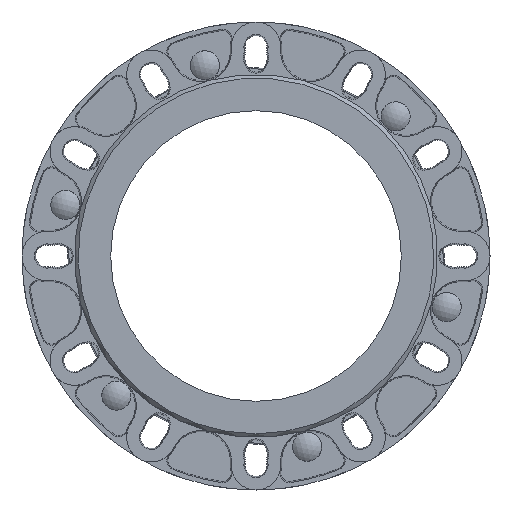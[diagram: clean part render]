
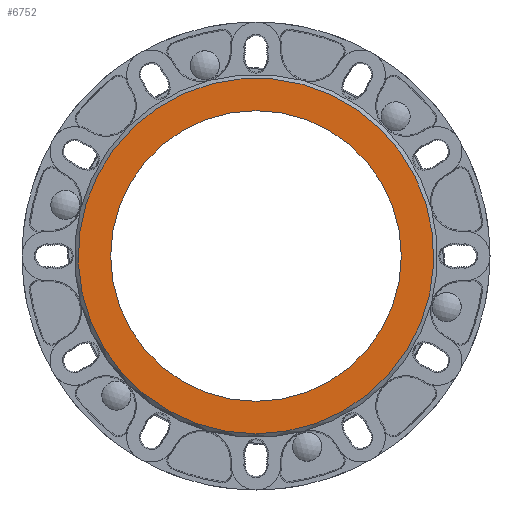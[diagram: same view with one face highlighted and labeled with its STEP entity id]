
A CAD part, front view. The second image highlights one B-rep face of the part: STEP entity #6752.
In plain terms, the highlighted planar face has unit normal (0, -1, 0).
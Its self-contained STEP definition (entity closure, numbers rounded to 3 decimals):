
#92 = ORIENTED_EDGE ( 'NONE', *, *, #3040, .F. ) ;
#93 = ORIENTED_EDGE ( 'NONE', *, *, #5229, .T. ) ;
#3040 = EDGE_CURVE ( 'NONE', #14273, #14273, #4579, .T. ) ;
#4579 = CIRCLE ( 'NONE', #5751, 150. ) ;
#5229 = EDGE_CURVE ( 'NONE', #14278, #14278, #8151, .T. ) ;
#5751 = AXIS2_PLACEMENT_3D ( 'NONE', #10562, #10583, #10579 ) ;
#6752 = ADVANCED_FACE ( 'NONE', ( #13903, #13910 ), #16112, .F. ) ;
#8151 = CIRCLE ( 'NONE', #9108, 183.5 ) ;
#9108 = AXIS2_PLACEMENT_3D ( 'NONE', #12208, #12209, #12210 ) ;
#10562 = CARTESIAN_POINT ( 'NONE',  ( 0., 0., 0. ) ) ;
#10579 = DIRECTION ( 'NONE',  ( 0., 0., -1. ) ) ;
#10583 = DIRECTION ( 'NONE',  ( 0., -1., 0. ) ) ;
#12208 = CARTESIAN_POINT ( 'NONE',  ( 0., 0., 0. ) ) ;
#12209 = DIRECTION ( 'NONE',  ( 0., -1., 0. ) ) ;
#12210 = DIRECTION ( 'NONE',  ( 0., 0., -1. ) ) ;
#13004 = AXIS2_PLACEMENT_3D ( 'NONE', #16110, #16114, #16115 ) ;
#13903 = FACE_BOUND ( 'NONE', #19119, .T. ) ;
#13910 = FACE_OUTER_BOUND ( 'NONE', #19126, .T. ) ;
#14273 = VERTEX_POINT ( 'NONE', #18359 ) ;
#14278 = VERTEX_POINT ( 'NONE', #18364 ) ;
#16110 = CARTESIAN_POINT ( 'NONE',  ( 0., 0., 0. ) ) ;
#16112 = PLANE ( 'NONE',  #13004 ) ;
#16114 = DIRECTION ( 'NONE',  ( 0., 1., 0. ) ) ;
#16115 = DIRECTION ( 'NONE',  ( 0., 0., 1. ) ) ;
#18359 = CARTESIAN_POINT ( 'NONE',  ( 0., 0., -150. ) ) ;
#18364 = CARTESIAN_POINT ( 'NONE',  ( 0., 0., -183.5 ) ) ;
#19119 = EDGE_LOOP ( 'NONE', ( #92 ) ) ;
#19126 = EDGE_LOOP ( 'NONE', ( #93 ) ) ;
